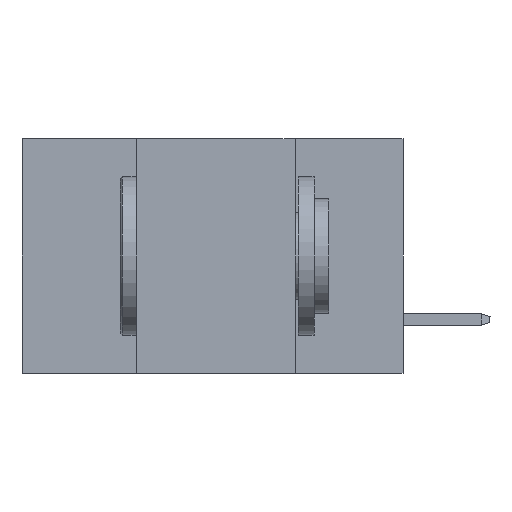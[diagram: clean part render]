
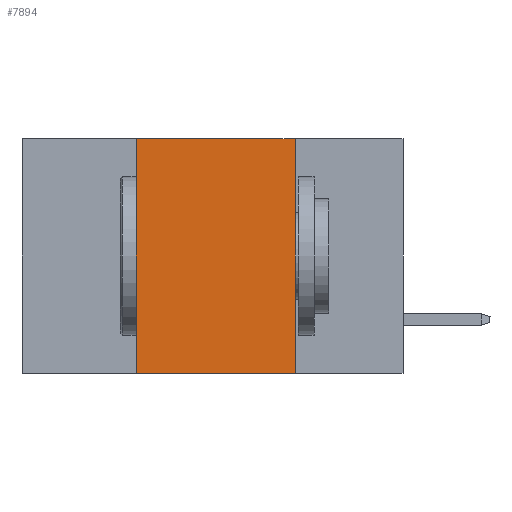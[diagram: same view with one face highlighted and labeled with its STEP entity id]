
A CAD part, left-side view. The second image highlights one B-rep face of the part: STEP entity #7894.
In plain terms, the highlighted planar face has unit normal (-1, 0, 0).
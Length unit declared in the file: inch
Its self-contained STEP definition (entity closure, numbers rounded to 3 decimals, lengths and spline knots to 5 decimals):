
#642 = LINE ( 'NONE', #23418, #2027 ) ;
#729 = ORIENTED_EDGE ( 'NONE', *, *, #28400, .F. ) ;
#2027 = VECTOR ( 'NONE', #13375, 39.37008 ) ;
#2048 = CARTESIAN_POINT ( 'NONE',  ( 0., 0.42, -0.37 ) ) ;
#3066 = DIRECTION ( 'NONE',  ( 0., -1., 0. ) ) ;
#4213 = EDGE_LOOP ( 'NONE', ( #6976, #8917, #729, #19222 ) ) ;
#4621 = AXIS2_PLACEMENT_3D ( 'NONE', #13312, #10138, #28219 ) ;
#5426 = CARTESIAN_POINT ( 'NONE',  ( 0., 0.17, 0. ) ) ;
#5652 = EDGE_CURVE ( 'NONE', #22739, #6108, #30693, .T. ) ;
#5962 = VERTEX_POINT ( 'NONE', #14927 ) ;
#6108 = VERTEX_POINT ( 'NONE', #8050 ) ;
#6587 = VECTOR ( 'NONE', #16111, 39.37008 ) ;
#6639 = VECTOR ( 'NONE', #3066, 39.37008 ) ;
#6976 = ORIENTED_EDGE ( 'NONE', *, *, #8243, .F. ) ;
#7894 = ADVANCED_FACE ( 'NONE', ( #18174 ), #18333, .F. ) ;
#8050 = CARTESIAN_POINT ( 'NONE',  ( 0., 0.17, -0.37 ) ) ;
#8243 = EDGE_CURVE ( 'NONE', #21076, #6108, #19823, .T. ) ;
#8917 = ORIENTED_EDGE ( 'NONE', *, *, #23095, .F. ) ;
#10138 = DIRECTION ( 'NONE',  ( 1., 0., 0. ) ) ;
#10913 = LINE ( 'NONE', #21609, #6587 ) ;
#11495 = VECTOR ( 'NONE', #32535, 39.37008 ) ;
#13312 = CARTESIAN_POINT ( 'NONE',  ( 0., 0.6, 0. ) ) ;
#13375 = DIRECTION ( 'NONE',  ( 0., 0., 1. ) ) ;
#14927 = CARTESIAN_POINT ( 'NONE',  ( 0., 0.42, 0. ) ) ;
#16111 = DIRECTION ( 'NONE',  ( 0., -1., 0. ) ) ;
#18174 = FACE_OUTER_BOUND ( 'NONE', #4213, .T. ) ;
#18333 = PLANE ( 'NONE',  #4621 ) ;
#19222 = ORIENTED_EDGE ( 'NONE', *, *, #5652, .T. ) ;
#19823 = LINE ( 'NONE', #21997, #11495 ) ;
#21076 = VERTEX_POINT ( 'NONE', #5426 ) ;
#21609 = CARTESIAN_POINT ( 'NONE',  ( 0., 0.6, 0. ) ) ;
#21997 = CARTESIAN_POINT ( 'NONE',  ( 0., 0.17, 0. ) ) ;
#22739 = VERTEX_POINT ( 'NONE', #2048 ) ;
#23095 = EDGE_CURVE ( 'NONE', #5962, #21076, #10913, .T. ) ;
#23418 = CARTESIAN_POINT ( 'NONE',  ( 0., 0.42, 0. ) ) ;
#28191 = CARTESIAN_POINT ( 'NONE',  ( 0., 0.6, -0.37 ) ) ;
#28219 = DIRECTION ( 'NONE',  ( 0., 0., -1. ) ) ;
#28400 = EDGE_CURVE ( 'NONE', #22739, #5962, #642, .T. ) ;
#30693 = LINE ( 'NONE', #28191, #6639 ) ;
#32535 = DIRECTION ( 'NONE',  ( 0., 0., -1. ) ) ;
